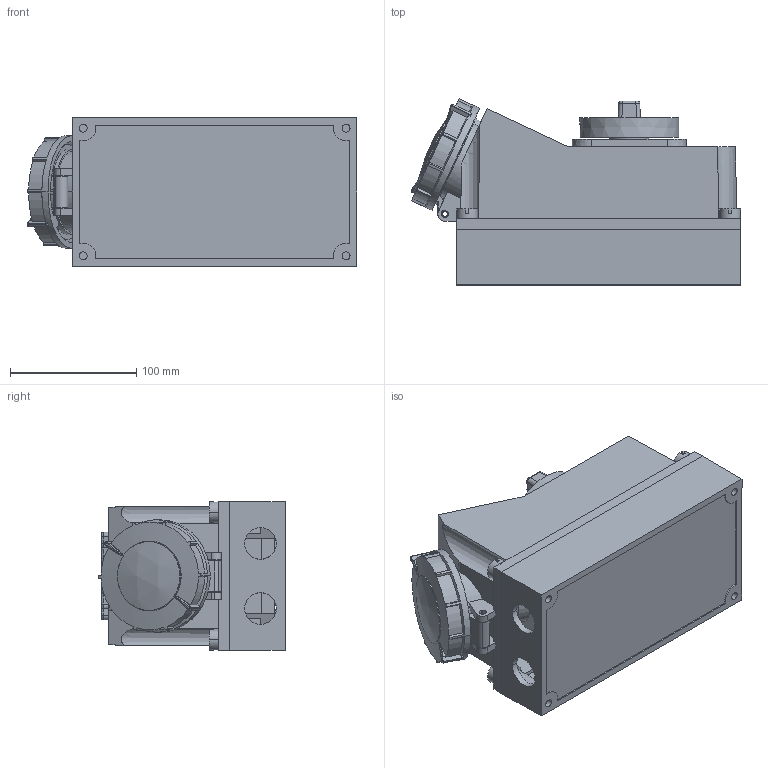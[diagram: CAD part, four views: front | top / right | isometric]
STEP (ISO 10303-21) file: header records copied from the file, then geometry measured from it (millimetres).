
FILE_DESCRIPTION (( 'STEP AP214' ), '1' );
FILE_NAME ('PSR12-016-5-5-67 Ðîçåòêà ñ ìåõ. áëîê. ÑÑÈ-815 16À-6÷ 380Â 3P+PE+N IP67 IEK.STEP', '2025-01-23T13:08:24', ( '' ), ( '' ), 'SwSTEP 2.0', 'SolidWorks 2022', '' );
FILE_SCHEMA (( 'AUTOMOTIVE_DESIGN' ));
Length unit declared in the file: millimetre
Products named in the file (1): PSR12-016-5-5-67 Розетка с мех. блок. ССИ-815 16А-6ч 380В 3P+PE+N IP67 IEK
Bounding box: 260.73 x 147.29 x 118 mm (x, y, z)
Volume: 1054351.6 mm3; surface area: 390097 mm2
Topology: 3 solids, 7 shells, 1027 faces, 2774 edges, 1840 vertices
Faces by surface type: plane 538, cylinder 250, bspline 112, cone 100, torus 20, sphere 7
Entity records: 41970 total; most frequent: CARTESIAN_POINT 16846, ORIENTED_EDGE 5536, DIRECTION 4793, EDGE_CURVE 2768, VERTEX_POINT 1837, AXIS2_PLACEMENT_3D 1694, VECTOR 1405, LINE 1405
